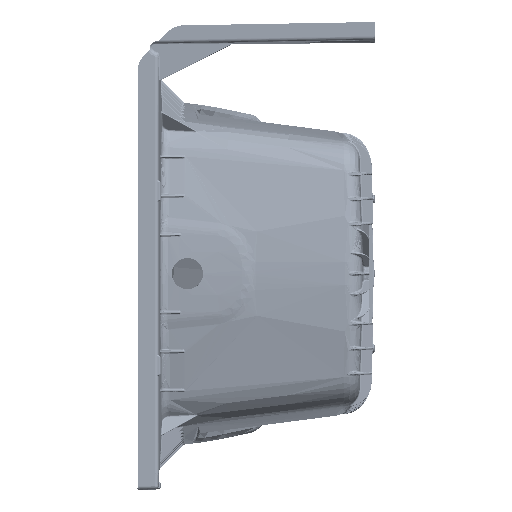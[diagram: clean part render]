
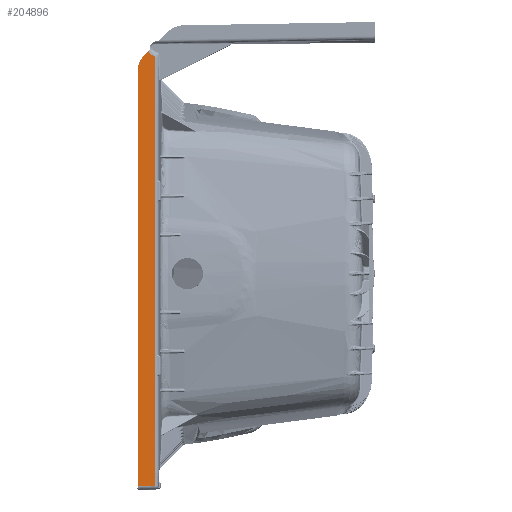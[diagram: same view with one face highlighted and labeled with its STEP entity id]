
A CAD part, left-side view. The second image highlights one B-rep face of the part: STEP entity #204896.
In plain terms, the highlighted planar face has unit normal (-1, -0.022, 0).
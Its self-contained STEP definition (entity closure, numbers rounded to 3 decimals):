
#909 = CARTESIAN_POINT ( 'NONE',  ( -8.491, 15.737, 17.459 ) ) ;
#9064 = VECTOR ( 'NONE', #441783, 39.37 ) ;
#17549 = CARTESIAN_POINT ( 'NONE',  ( -8.521, 17.078, 16.7 ) ) ;
#19770 = ORIENTED_EDGE ( 'NONE', *, *, #344321, .F. ) ;
#21760 = VERTEX_POINT ( 'NONE', #308635 ) ;
#27192 = EDGE_CURVE ( 'NONE', #206442, #347132, #432221, .T. ) ;
#29047 = EDGE_CURVE ( 'NONE', #21760, #91850, #439559, .T. ) ;
#33364 = CARTESIAN_POINT ( 'NONE',  ( -8.521, 17.078, 15.925 ) ) ;
#35801 = EDGE_CURVE ( 'NONE', #199180, #206442, #227021, .T. ) ;
#36942 = CARTESIAN_POINT ( 'NONE',  ( -8.49, 15.69, -15.986 ) ) ;
#45098 = DIRECTION ( 'NONE',  ( 0., 0., -1. ) ) ;
#45739 = CARTESIAN_POINT ( 'NONE',  ( -8.267, 5.437, -16.977 ) ) ;
#56247 = PLANE ( 'NONE',  #354468 ) ;
#56489 = DIRECTION ( 'NONE',  ( -0.022, 1., -0.022 ) ) ;
#57900 = CARTESIAN_POINT ( 'NONE',  ( -8.491, 15.695, 17.425 ) ) ;
#58473 = CARTESIAN_POINT ( 'NONE',  ( -8.491, 15.737, 17.459 ) ) ;
#60701 = DIRECTION ( 'NONE',  ( 0.022, -1., 0. ) ) ;
#61512 = CARTESIAN_POINT ( 'NONE',  ( -8.491, 15.703, -17.013 ) ) ;
#62341 = CARTESIAN_POINT ( 'NONE',  ( -8.49, 15.69, 17.399 ) ) ;
#68720 = VERTEX_POINT ( 'NONE', #909 ) ;
#79469 = CARTESIAN_POINT ( 'NONE',  ( -8.502, 16.202, 17.866 ) ) ;
#79977 = VECTOR ( 'NONE', #56489, 39.37 ) ;
#80882 = VERTEX_POINT ( 'NONE', #185028 ) ;
#83257 = LINE ( 'NONE', #146387, #176637 ) ;
#84549 = EDGE_CURVE ( 'NONE', #347132, #388338, #379741, .T. ) ;
#91610 = CARTESIAN_POINT ( 'NONE',  ( -8.491, 15.737, 17.459 ) ) ;
#91850 = VERTEX_POINT ( 'NONE', #224994 ) ;
#118957 = CARTESIAN_POINT ( 'NONE',  ( -8.521, 17.078, -17.231 ) ) ;
#121274 = ORIENTED_EDGE ( 'NONE', *, *, #27192, .F. ) ;
#125379 = CARTESIAN_POINT ( 'NONE',  ( -8.521, 17.078, 16.162 ) ) ;
#126717 = VERTEX_POINT ( 'NONE', #340418 ) ;
#131317 = CARTESIAN_POINT ( 'NONE',  ( -8.764, 28.236, 5.833 ) ) ;
#135520 =( BOUNDED_CURVE ( )  B_SPLINE_CURVE ( 3, ( #79469, #387698, #398237, #58473 ),
 .UNSPECIFIED., .F., .F. ) 
 B_SPLINE_CURVE_WITH_KNOTS ( ( 4, 4 ),
 ( 3.528, 4.461 ),
 .UNSPECIFIED. ) 
 CURVE ( )  GEOMETRIC_REPRESENTATION_ITEM ( )  RATIONAL_B_SPLINE_CURVE ( ( 1., 0.929, 0.929, 1. ) ) 
 REPRESENTATION_ITEM ( '' )  );
#138195 = VECTOR ( 'NONE', #249030, 39.37 ) ;
#146387 = CARTESIAN_POINT ( 'NONE',  ( -8.49, 15.69, -16.977 ) ) ;
#156627 = EDGE_CURVE ( 'NONE', #68720, #126717, #287858, .T. ) ;
#162600 = ORIENTED_EDGE ( 'NONE', *, *, #156627, .F. ) ;
#164887 = CARTESIAN_POINT ( 'NONE',  ( -8.491, 15.703, -17.013 ) ) ;
#174576 = CARTESIAN_POINT ( 'NONE',  ( -8.521, 17.078, -17.043 ) ) ;
#176637 = VECTOR ( 'NONE', #45098, 39.37 ) ;
#185028 = CARTESIAN_POINT ( 'NONE',  ( -8.521, 17.078, 16.162 ) ) ;
#190277 = ORIENTED_EDGE ( 'NONE', *, *, #29047, .T. ) ;
#190681 = CARTESIAN_POINT ( 'NONE',  ( -8.516, 16.872, 17.196 ) ) ;
#195102 = CARTESIAN_POINT ( 'NONE',  ( -8.49, 15.69, 17.406 ) ) ;
#199180 = VERTEX_POINT ( 'NONE', #36942 ) ;
#202112 = ORIENTED_EDGE ( 'NONE', *, *, #271145, .F. ) ;
#204796 = EDGE_CURVE ( 'NONE', #21760, #68720, #135520, .T. ) ;
#204896 = ADVANCED_FACE ( 'NONE', ( #265359 ), #56247, .F. ) ;
#206442 = VERTEX_POINT ( 'NONE', #164887 ) ;
#224994 = CARTESIAN_POINT ( 'NONE',  ( -8.508, 16.492, 17.576 ) ) ;
#225251 = CARTESIAN_POINT ( 'NONE',  ( -8.521, 17.085, -17.043 ) ) ;
#227021 =( BOUNDED_CURVE ( )  B_SPLINE_CURVE ( 3, ( #434999, #327114, #369735, #61512 ),
 .UNSPECIFIED., .F., .F. ) 
 B_SPLINE_CURVE_WITH_KNOTS ( ( 4, 4 ),
 ( 1.466, 1.503 ),
 .UNSPECIFIED. ) 
 CURVE ( )  GEOMETRIC_REPRESENTATION_ITEM ( )  RATIONAL_B_SPLINE_CURVE ( ( 1., 1., 1., 1. ) ) 
 REPRESENTATION_ITEM ( '' )  );
#233293 = CARTESIAN_POINT ( 'NONE',  ( -8.49, 15.691, 17.412 ) ) ;
#249030 = DIRECTION ( 'NONE',  ( 0., 0., 1. ) ) ;
#265359 = FACE_OUTER_BOUND ( 'NONE', #285311, .T. ) ;
#267021 = CARTESIAN_POINT ( 'NONE',  ( -8.491, 15.699, 17.432 ) ) ;
#271145 = EDGE_CURVE ( 'NONE', #126717, #199180, #83257, .T. ) ;
#278194 = ORIENTED_EDGE ( 'NONE', *, *, #84549, .F. ) ;
#279637 = ORIENTED_EDGE ( 'NONE', *, *, #204796, .F. ) ;
#285311 = EDGE_LOOP ( 'NONE', ( #190277, #333478, #19770, #278194, #121274, #426785, #202112, #162600, #279637 ) ) ;
#287858 = B_SPLINE_CURVE_WITH_KNOTS ( 'NONE', 3,
 ( #91610, #366110, #298634, #267021, #57900, #233293, #195102, #62341 ),
 .UNSPECIFIED., .F., .F.,
 ( 4, 2, 2, 4 ),
 ( 0., 0.001, 0.002, 0.002 ),
 .UNSPECIFIED. ) ;
#289930 = LINE ( 'NONE', #118957, #397995 ) ;
#298634 = CARTESIAN_POINT ( 'NONE',  ( -8.491, 15.711, 17.448 ) ) ;
#308635 = CARTESIAN_POINT ( 'NONE',  ( -8.502, 16.202, 17.866 ) ) ;
#316640 = CARTESIAN_POINT ( 'NONE',  ( -8.521, 17.078, -16.977 ) ) ;
#318611 = EDGE_CURVE ( 'NONE', #91850, #80882, #385513, .T. ) ;
#327114 = CARTESIAN_POINT ( 'NONE',  ( -8.49, 15.69, -16.328 ) ) ;
#333478 = ORIENTED_EDGE ( 'NONE', *, *, #318611, .T. ) ;
#340418 = CARTESIAN_POINT ( 'NONE',  ( -8.49, 15.69, 17.399 ) ) ;
#344321 = EDGE_CURVE ( 'NONE', #388338, #80882, #289930, .T. ) ;
#347132 = VERTEX_POINT ( 'NONE', #174576 ) ;
#354468 = AXIS2_PLACEMENT_3D ( 'NONE', #45739, #368925, #60701 ) ;
#355287 = DIRECTION ( 'NONE',  ( 0., 0., 1. ) ) ;
#366110 = CARTESIAN_POINT ( 'NONE',  ( -8.491, 15.723, 17.456 ) ) ;
#368925 = DIRECTION ( 'NONE',  ( 1., 0.022, 0. ) ) ;
#369735 = CARTESIAN_POINT ( 'NONE',  ( -8.49, 15.694, -16.671 ) ) ;
#379741 = LINE ( 'NONE', #316640, #138195 ) ;
#385513 =( BOUNDED_CURVE ( )  B_SPLINE_CURVE ( 3, ( #393214, #190681, #17549, #125379 ),
 .UNSPECIFIED., .F., .F. ) 
 B_SPLINE_CURVE_WITH_KNOTS ( ( 4, 4 ),
 ( 2.356, 3.142 ),
 .UNSPECIFIED. ) 
 CURVE ( )  GEOMETRIC_REPRESENTATION_ITEM ( )  RATIONAL_B_SPLINE_CURVE ( ( 1., 0.949, 0.949, 1. ) ) 
 REPRESENTATION_ITEM ( '' )  );
#387698 = CARTESIAN_POINT ( 'NONE',  ( -8.5, 16.119, 17.661 ) ) ;
#388338 = VERTEX_POINT ( 'NONE', #33364 ) ;
#393214 = CARTESIAN_POINT ( 'NONE',  ( -8.508, 16.492, 17.576 ) ) ;
#397995 = VECTOR ( 'NONE', #355287, 39.37 ) ;
#398237 = CARTESIAN_POINT ( 'NONE',  ( -8.496, 15.952, 17.515 ) ) ;
#426785 = ORIENTED_EDGE ( 'NONE', *, *, #35801, .F. ) ;
#432221 = LINE ( 'NONE', #225251, #79977 ) ;
#434999 = CARTESIAN_POINT ( 'NONE',  ( -8.49, 15.69, -15.986 ) ) ;
#439559 = LINE ( 'NONE', #131317, #9064 ) ;
#441783 = DIRECTION ( 'NONE',  ( -0.015, 0.707, -0.707 ) ) ;
